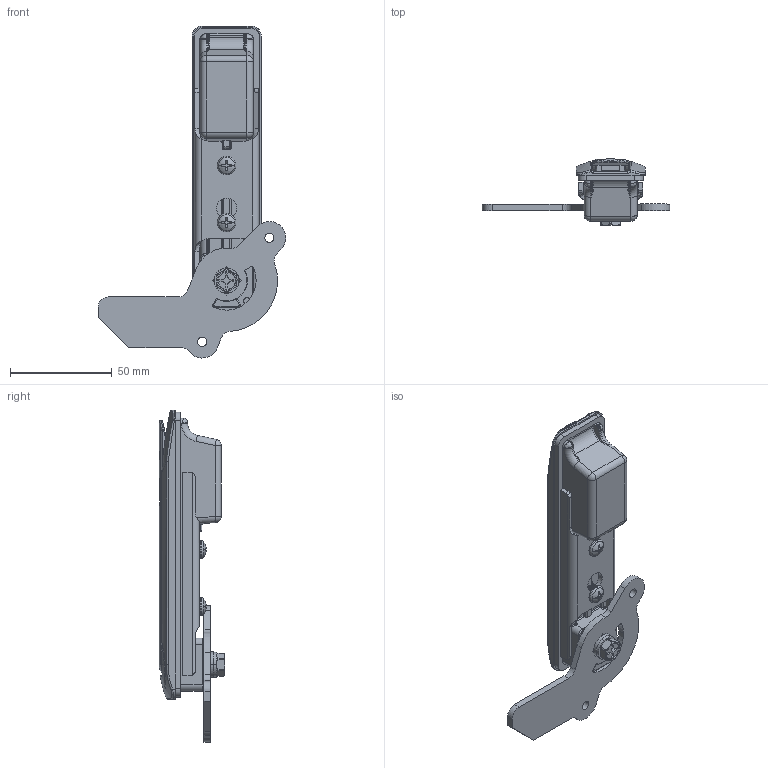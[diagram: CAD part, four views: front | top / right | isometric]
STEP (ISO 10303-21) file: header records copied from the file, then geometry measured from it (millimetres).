
FILE_DESCRIPTION (( 'STEP AP214' ), '1' );
FILE_NAME ('EL-203--3F.STEP', '2020-03-17T13:55:40', ( '' ), ( '' ), 'SwSTEP 2.0', 'SolidWorks 2019', '' );
FILE_SCHEMA (( 'AUTOMOTIVE_DESIGN' ));
Length unit declared in the file: millimetre
Products named in the file (11): Shaft; StopperPlateB; Gasket; Body; 廫帤寠晅榋妏儃儖僩M6x10; 平座金M6みがき; なべねじM5x10; SettingPlate; EL-203--3F; HandleA; ばね座金M6
Assembly tree (11 placements, depth 2):
  EL-203--3F
    Body
    Shaft
    HandleA
    StopperPlateB
    ばね座金M6
    平座金M6みがき
    廫帤寠晅榋妏儃儖僩M6x10
    Gasket
    SettingPlate
    なべねじM5x10  x2
Bounding box: 92 x 32.3 x 163 mm (x, y, z)
Volume: 78345.5 mm3; surface area: 54260.1 mm2
Topology: 11 solids, 11 shells, 980 faces, 2474 edges, 1497 vertices
Faces by surface type: cylinder 393, plane 293, bspline 115, torus 109, cone 40, sphere 30
Entity records: 36723 total; most frequent: CARTESIAN_POINT 15479, ORIENTED_EDGE 4498, DIRECTION 4295, EDGE_CURVE 2249, AXIS2_PLACEMENT_3D 1665, VERTEX_POINT 1379, EDGE_LOOP 972, LINE 965
